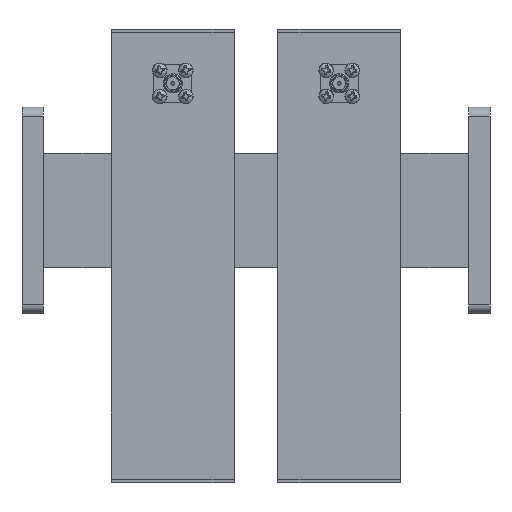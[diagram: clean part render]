
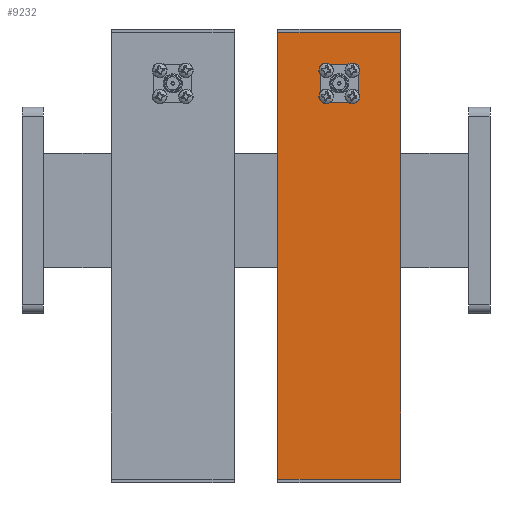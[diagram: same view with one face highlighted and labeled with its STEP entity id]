
A CAD part, top view. The second image highlights one B-rep face of the part: STEP entity #9232.
In plain terms, the highlighted planar face has unit normal (0, 0, 1).
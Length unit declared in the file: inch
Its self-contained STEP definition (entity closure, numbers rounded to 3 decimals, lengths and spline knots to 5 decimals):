
#37 = PLANE ( 'NONE',  #3070 ) ;
#129 = CARTESIAN_POINT ( 'NONE',  ( 1.244, 1.81285, 0.95 ) ) ;
#466 = ORIENTED_EDGE ( 'NONE', *, *, #982, .T. ) ;
#511 = LINE ( 'NONE', #3259, #10376 ) ;
#530 = VERTEX_POINT ( 'NONE', #11197 ) ;
#545 = LINE ( 'NONE', #3106, #11751 ) ;
#579 = EDGE_CURVE ( 'NONE', #1421, #7509, #10085, .T. ) ;
#740 = CARTESIAN_POINT ( 'NONE',  ( 0.926, 1.40385, 0.95 ) ) ;
#927 = EDGE_CURVE ( 'NONE', #11235, #7621, #10960, .T. ) ;
#982 = EDGE_CURVE ( 'NONE', #10173, #530, #10293, .T. ) ;
#1044 = DIRECTION ( 'NONE',  ( 1., 0., 0. ) ) ;
#1074 = CARTESIAN_POINT ( 'NONE',  ( 0.926, 1.90385, 0.95 ) ) ;
#1076 = CARTESIAN_POINT ( 'NONE',  ( 1.885, 2.31975, 0.95 ) ) ;
#1262 = DIRECTION ( 'NONE',  ( 1., 0., 0. ) ) ;
#1421 = VERTEX_POINT ( 'NONE', #740 ) ;
#1485 = DIRECTION ( 'NONE',  ( -1., 0., 0. ) ) ;
#1566 = VECTOR ( 'NONE', #1262, 39.37008 ) ;
#1589 = CARTESIAN_POINT ( 'NONE',  ( 1.244, 1.40385, 0.95 ) ) ;
#1848 = CIRCLE ( 'NONE', #8703, 0.091 ) ;
#2061 = LINE ( 'NONE', #3744, #8240 ) ;
#2164 = VERTEX_POINT ( 'NONE', #10073 ) ;
#2184 = CIRCLE ( 'NONE', #8847, 0.091 ) ;
#2755 = VERTEX_POINT ( 'NONE', #10121 ) ;
#2759 = EDGE_CURVE ( 'NONE', #8798, #11235, #1848, .T. ) ;
#2777 = VECTOR ( 'NONE', #1485, 39.37008 ) ;
#2829 = CARTESIAN_POINT ( 'NONE',  ( 1.335, 1.81285, 0.95 ) ) ;
#2910 = CARTESIAN_POINT ( 'NONE',  ( 0.926, 1.81285, 0.95 ) ) ;
#2943 = CARTESIAN_POINT ( 'NONE',  ( 0.835, 1.49485, 0.95 ) ) ;
#3021 = DIRECTION ( 'NONE',  ( 0., 1., 0. ) ) ;
#3039 = CARTESIAN_POINT ( 'NONE',  ( 0.835, 1.49485, 0.95 ) ) ;
#3055 = VERTEX_POINT ( 'NONE', #9869 ) ;
#3070 = AXIS2_PLACEMENT_3D ( 'NONE', #11749, #3609, #1044 ) ;
#3106 = CARTESIAN_POINT ( 'NONE',  ( 0.285, -3.55, 0.95 ) ) ;
#3141 = AXIS2_PLACEMENT_3D ( 'NONE', #8994, #4474, #5438 ) ;
#3259 = CARTESIAN_POINT ( 'NONE',  ( 1.335, 1.49485, 0.95 ) ) ;
#3270 = EDGE_CURVE ( 'NONE', #2164, #530, #545, .T. ) ;
#3280 = ORIENTED_EDGE ( 'NONE', *, *, #11588, .F. ) ;
#3609 = DIRECTION ( 'NONE',  ( 0., 0., 1. ) ) ;
#3705 = LINE ( 'NONE', #10901, #6378 ) ;
#3744 = CARTESIAN_POINT ( 'NONE',  ( 1.885, -3.55, 0.95 ) ) ;
#4253 = VERTEX_POINT ( 'NONE', #10581 ) ;
#4263 = EDGE_LOOP ( 'NONE', ( #11178, #9254, #4320, #3280, #8103, #6374, #10508, #7920 ) ) ;
#4320 = ORIENTED_EDGE ( 'NONE', *, *, #8938, .F. ) ;
#4383 = CARTESIAN_POINT ( 'NONE',  ( 1.244, 1.49485, 0.95 ) ) ;
#4474 = DIRECTION ( 'NONE',  ( 0., 0., 1. ) ) ;
#4484 = ORIENTED_EDGE ( 'NONE', *, *, #3270, .F. ) ;
#4492 = EDGE_CURVE ( 'NONE', #2755, #10173, #2061, .T. ) ;
#4502 = FACE_BOUND ( 'NONE', #4263, .T. ) ;
#4674 = CIRCLE ( 'NONE', #3141, 0.091 ) ;
#5003 = CARTESIAN_POINT ( 'NONE',  ( 0.285, 2.31975, 0.95 ) ) ;
#5422 = DIRECTION ( 'NONE',  ( 0., 0., 1. ) ) ;
#5438 = DIRECTION ( 'NONE',  ( 1., 0., 0. ) ) ;
#5915 = CARTESIAN_POINT ( 'NONE',  ( 0.835, 1.81285, 0.95 ) ) ;
#5927 = AXIS2_PLACEMENT_3D ( 'NONE', #4383, #11629, #7054 ) ;
#6316 = CARTESIAN_POINT ( 'NONE',  ( 0.926, 1.90385, 0.95 ) ) ;
#6374 = ORIENTED_EDGE ( 'NONE', *, *, #9077, .F. ) ;
#6378 = VECTOR ( 'NONE', #11724, 39.37008 ) ;
#6557 = DIRECTION ( 'NONE',  ( 0., 0., 1. ) ) ;
#6606 = LINE ( 'NONE', #1074, #7055 ) ;
#6651 = EDGE_CURVE ( 'NONE', #3055, #7465, #511, .T. ) ;
#6667 = DIRECTION ( 'NONE',  ( 0., -1., 0. ) ) ;
#7054 = DIRECTION ( 'NONE',  ( -1., 0., 0. ) ) ;
#7055 = VECTOR ( 'NONE', #11017, 39.37008 ) ;
#7194 = DIRECTION ( 'NONE',  ( 1., 0., 0. ) ) ;
#7355 = FACE_OUTER_BOUND ( 'NONE', #9967, .T. ) ;
#7465 = VERTEX_POINT ( 'NONE', #2829 ) ;
#7509 = VERTEX_POINT ( 'NONE', #1589 ) ;
#7621 = VERTEX_POINT ( 'NONE', #2943 ) ;
#7920 = ORIENTED_EDGE ( 'NONE', *, *, #11405, .F. ) ;
#8103 = ORIENTED_EDGE ( 'NONE', *, *, #6651, .F. ) ;
#8240 = VECTOR ( 'NONE', #3021, 39.37008 ) ;
#8392 = DIRECTION ( 'NONE',  ( -1., 0., 0. ) ) ;
#8528 = CARTESIAN_POINT ( 'NONE',  ( 0.926, 1.40385, 0.95 ) ) ;
#8703 = AXIS2_PLACEMENT_3D ( 'NONE', #2910, #5422, #7194 ) ;
#8798 = VERTEX_POINT ( 'NONE', #6316 ) ;
#8847 = AXIS2_PLACEMENT_3D ( 'NONE', #129, #6557, #8392 ) ;
#8938 = EDGE_CURVE ( 'NONE', #4253, #8798, #6606, .T. ) ;
#8965 = CIRCLE ( 'NONE', #5927, 0.091 ) ;
#8994 = CARTESIAN_POINT ( 'NONE',  ( 0.926, 1.49485, 0.95 ) ) ;
#9077 = EDGE_CURVE ( 'NONE', #7509, #3055, #8965, .T. ) ;
#9232 = ADVANCED_FACE ( 'NONE', ( #7355, #4502 ), #37, .T. ) ;
#9239 = ORIENTED_EDGE ( 'NONE', *, *, #4492, .T. ) ;
#9254 = ORIENTED_EDGE ( 'NONE', *, *, #2759, .F. ) ;
#9475 = DIRECTION ( 'NONE',  ( 0., 1., 0. ) ) ;
#9869 = CARTESIAN_POINT ( 'NONE',  ( 1.335, 1.49485, 0.95 ) ) ;
#9967 = EDGE_LOOP ( 'NONE', ( #10502, #9239, #466, #4484 ) ) ;
#10073 = CARTESIAN_POINT ( 'NONE',  ( 0.285, -3.50369, 0.95 ) ) ;
#10085 = LINE ( 'NONE', #8528, #1566 ) ;
#10121 = CARTESIAN_POINT ( 'NONE',  ( 1.885, -3.50369, 0.95 ) ) ;
#10173 = VERTEX_POINT ( 'NONE', #1076 ) ;
#10293 = LINE ( 'NONE', #5003, #2777 ) ;
#10376 = VECTOR ( 'NONE', #10514, 39.37008 ) ;
#10502 = ORIENTED_EDGE ( 'NONE', *, *, #11377, .F. ) ;
#10508 = ORIENTED_EDGE ( 'NONE', *, *, #579, .F. ) ;
#10514 = DIRECTION ( 'NONE',  ( 0., 1., 0. ) ) ;
#10577 = VECTOR ( 'NONE', #6667, 39.37008 ) ;
#10581 = CARTESIAN_POINT ( 'NONE',  ( 1.244, 1.90385, 0.95 ) ) ;
#10901 = CARTESIAN_POINT ( 'NONE',  ( 0.285, -3.50369, 0.95 ) ) ;
#10960 = LINE ( 'NONE', #3039, #10577 ) ;
#11017 = DIRECTION ( 'NONE',  ( -1., 0., 0. ) ) ;
#11178 = ORIENTED_EDGE ( 'NONE', *, *, #927, .F. ) ;
#11197 = CARTESIAN_POINT ( 'NONE',  ( 0.285, 2.31975, 0.95 ) ) ;
#11235 = VERTEX_POINT ( 'NONE', #5915 ) ;
#11377 = EDGE_CURVE ( 'NONE', #2755, #2164, #3705, .T. ) ;
#11405 = EDGE_CURVE ( 'NONE', #7621, #1421, #4674, .T. ) ;
#11588 = EDGE_CURVE ( 'NONE', #7465, #4253, #2184, .T. ) ;
#11629 = DIRECTION ( 'NONE',  ( 0., 0., 1. ) ) ;
#11724 = DIRECTION ( 'NONE',  ( -1., 0., 0. ) ) ;
#11749 = CARTESIAN_POINT ( 'NONE',  ( 0.285, -3.55, 0.95 ) ) ;
#11751 = VECTOR ( 'NONE', #9475, 39.37008 ) ;
